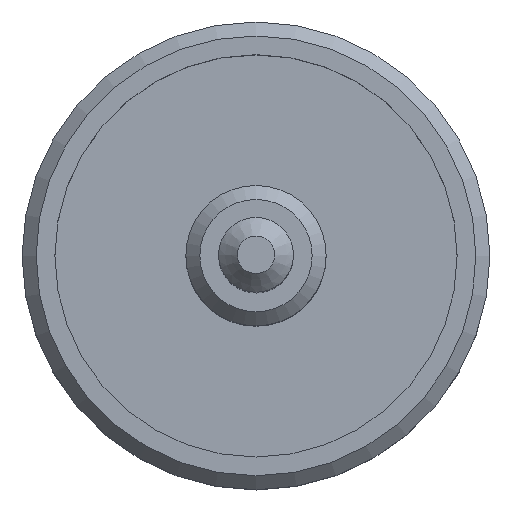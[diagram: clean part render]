
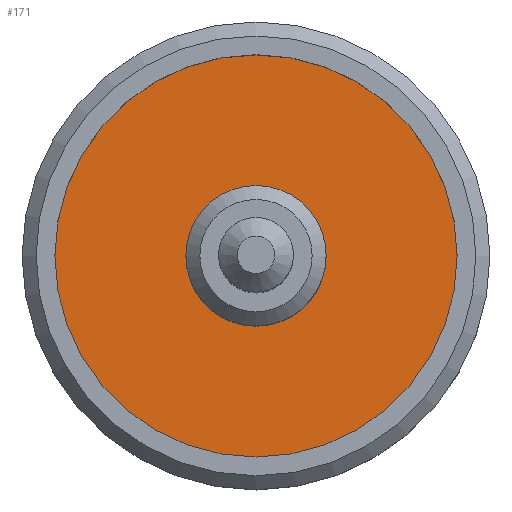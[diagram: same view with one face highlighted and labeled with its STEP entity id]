
A CAD part, top view. The second image highlights one B-rep face of the part: STEP entity #171.
In plain terms, the highlighted planar face has unit normal (0, 0, 1).
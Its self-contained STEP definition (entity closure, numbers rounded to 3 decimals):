
#17=PLANE('',#195);
#30=FACE_BOUND('',#66,.T.);
#45=FACE_OUTER_BOUND('',#65,.T.);
#65=EDGE_LOOP('',(#140));
#66=EDGE_LOOP('',(#141));
#90=CIRCLE('',#193,21.5);
#92=CIRCLE('',#196,7.5);
#105=VERTEX_POINT('',#293);
#107=VERTEX_POINT('',#298);
#120=EDGE_CURVE('',#105,#105,#90,.T.);
#122=EDGE_CURVE('',#107,#107,#92,.T.);
#140=ORIENTED_EDGE('',*,*,#120,.F.);
#141=ORIENTED_EDGE('',*,*,#122,.F.);
#171=ADVANCED_FACE('',(#45,#30),#17,.T.);
#193=AXIS2_PLACEMENT_3D('',#294,#235,#236);
#195=AXIS2_PLACEMENT_3D('',#297,#239,#240);
#196=AXIS2_PLACEMENT_3D('',#299,#241,#242);
#235=DIRECTION('center_axis',(0.,0.,-1.));
#236=DIRECTION('ref_axis',(-1.,0.,0.));
#239=DIRECTION('center_axis',(0.,0.,1.));
#240=DIRECTION('ref_axis',(1.,0.,0.));
#241=DIRECTION('center_axis',(0.,0.,1.));
#242=DIRECTION('ref_axis',(-1.,0.,0.));
#293=CARTESIAN_POINT('',(21.5,0.,3.5));
#294=CARTESIAN_POINT('Origin',(0.,0.,3.5));
#297=CARTESIAN_POINT('Origin',(0.,0.,
3.5));
#298=CARTESIAN_POINT('',(7.5,0.,3.5));
#299=CARTESIAN_POINT('Origin',(0.,0.,3.5));
